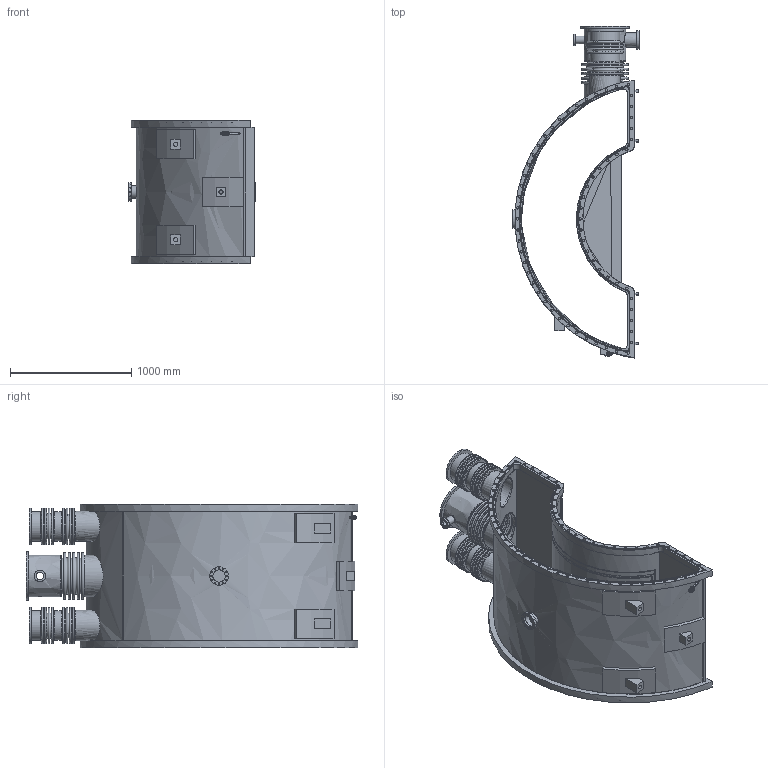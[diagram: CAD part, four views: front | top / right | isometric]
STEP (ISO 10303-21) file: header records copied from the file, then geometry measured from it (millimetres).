
FILE_DESCRIPTION((''),'2;1');
FILE_NAME('inner_vessel.stp','2005-09-21T19:51:18',( 'User'),('SDRC'),'I-DEAS Master Series 9','UNIX','Yes');
FILE_SCHEMA(('CONFIG_CONTROL_DESIGN', 'GEOMETRIC_VALIDATION_PROPERTIES_MIM','SHAPE_APPEARANCE_LAYER_MIM'));
Length unit declared in the file: millimetre
Assembly tree (35 placements, depth 0):
Bounding box: 1038.66 x 2731.58 x 1182 mm (x, y, z)
Volume: 174697889.4 mm3; surface area: 33570353.5 mm2
Topology: 39 solids, 40 shells, 997 faces, 2320 edges, 1756 vertices
Faces by surface type: bspline 997
Entity records: 43737 total; most frequent: CARTESIAN_POINT 26811, ORIENTED_EDGE 3383, EDGE_CURVE 1764, EDGE_LOOP 1450, VERTEX_POINT 1205, FACE_OUTER_BOUND 816, ADVANCED_FACE 816, B_SPLINE_CURVE_WITH_KNOTS 755
